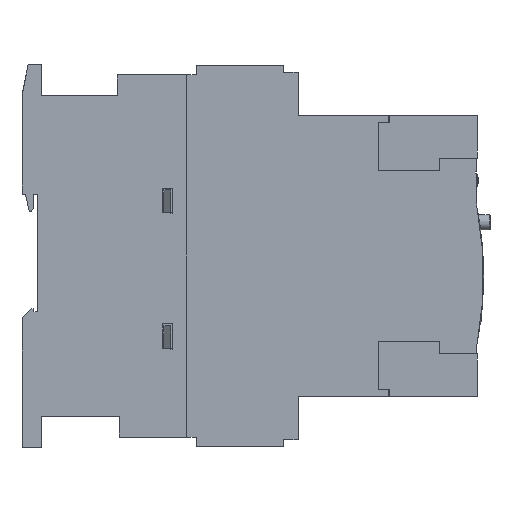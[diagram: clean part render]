
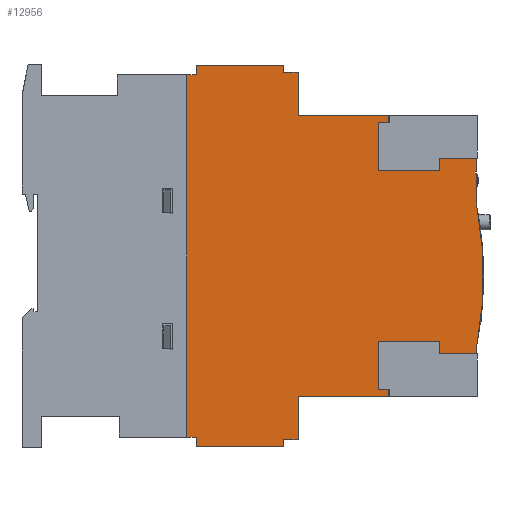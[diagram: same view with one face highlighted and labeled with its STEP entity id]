
A CAD part, left-side view. The second image highlights one B-rep face of the part: STEP entity #12956.
In plain terms, the highlighted planar face has unit normal (-1, 0, 0).
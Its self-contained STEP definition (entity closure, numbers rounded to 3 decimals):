
#7276=EDGE_CURVE('',#8596,#14450,#21676,.T.);
#7630=EDGE_CURVE('',#21346,#11902,#22059,.T.);
#7648=VERTEX_POINT('',#22078);
#7700=EDGE_CURVE('',#19004,#7648,#22134,.T.);
#7720=VERTEX_POINT('',#22156);
#8108=EDGE_CURVE('',#11902,#10612,#22595,.T.);
#8394=EDGE_CURVE('',#10612,#10114,#22906,.T.);
#8596=VERTEX_POINT('',#23129);
#8666=EDGE_CURVE('',#17534,#20048,#23210,.T.);
#8838=EDGE_CURVE('',#19470,#18686,#23405,.T.);
#8862=EDGE_CURVE('',#12584,#10760,#23432,.T.);
#8886=EDGE_CURVE('',#20048,#18582,#23459,.T.);
#8994=EDGE_CURVE('',#14450,#9860,#23570,.T.);
#9046=VERTEX_POINT('',#23625);
#9248=EDGE_CURVE('',#10094,#19470,#23842,.T.);
#9456=VERTEX_POINT('',#24067);
#9480=VERTEX_POINT('',#24093);
#9568=EDGE_CURVE('',#13724,#17470,#24187,.T.);
#9732=VERTEX_POINT('',#24368);
#9764=EDGE_CURVE('',#11748,#12324,#24406,.T.);
#9860=VERTEX_POINT('',#24515);
#10094=VERTEX_POINT('',#24775);
#10114=VERTEX_POINT('',#24796);
#10612=VERTEX_POINT('',#25348);
#10760=VERTEX_POINT('',#25520);
#11066=EDGE_CURVE('',#19894,#14098,#25850,.T.);
#11718=EDGE_CURVE('',#18686,#7720,#26560,.T.);
#11748=VERTEX_POINT('',#26595);
#11836=EDGE_CURVE('',#13734,#11748,#26690,.T.);
#11902=VERTEX_POINT('',#26762);
#12324=VERTEX_POINT('',#27223);
#12506=EDGE_CURVE('',#17470,#17844,#27420,.T.);
#12584=VERTEX_POINT('',#27503);
#12942=EDGE_CURVE('',#9860,#19894,#27897,.T.);
#12956=ADVANCED_FACE('',(#27911),#27912,.F.);
#13276=EDGE_CURVE('',#14098,#13724,#28258,.T.);
#13724=VERTEX_POINT('',#28762);
#13734=VERTEX_POINT('',#28772);
#13808=EDGE_CURVE('',#18582,#9046,#28854,.T.);
#13962=VERTEX_POINT('',#29019);
#14098=VERTEX_POINT('',#29165);
#14450=VERTEX_POINT('',#29557);
#14834=EDGE_CURVE('',#12324,#9456,#29980,.T.);
#14838=EDGE_CURVE('',#10114,#13962,#29984,.T.);
#14846=VERTEX_POINT('',#29993);
#15944=EDGE_CURVE('',#9456,#12584,#31190,.T.);
#16582=VERTEX_POINT('',#31892);
#17470=VERTEX_POINT('',#32876);
#17488=EDGE_CURVE('',#16582,#19004,#32895,.T.);
#17534=VERTEX_POINT('',#32943);
#17798=EDGE_CURVE('',#7720,#17534,#33238,.T.);
#17844=VERTEX_POINT('',#33287);
#17894=EDGE_CURVE('',#9732,#10094,#33339,.T.);
#17914=EDGE_CURVE('',#7648,#21346,#33362,.T.);
#18296=EDGE_CURVE('',#17844,#16582,#33778,.T.);
#18582=VERTEX_POINT('',#34090);
#18686=VERTEX_POINT('',#34214);
#18692=EDGE_CURVE('',#14846,#13734,#34220,.T.);
#18926=EDGE_CURVE('',#9046,#8596,#34480,.T.);
#19004=VERTEX_POINT('',#34564);
#19066=EDGE_CURVE('',#13962,#19134,#34629,.T.);
#19134=VERTEX_POINT('',#34703);
#19470=VERTEX_POINT('',#35076);
#19646=EDGE_CURVE('',#14846,#9480,#35275,.T.);
#19894=VERTEX_POINT('',#35551);
#19954=EDGE_CURVE('',#10760,#9732,#35617,.T.);
#20048=VERTEX_POINT('',#35719);
#21346=VERTEX_POINT('',#37120);
#21516=EDGE_CURVE('',#19134,#9480,#37309,.T.);
#21676=LINE('',#37484,#37485);
#22059=LINE('',#38150,#38151);
#22078=CARTESIAN_POINT('',(-22.5,-119.95,-46.0));
#22134=LINE('',#38251,#38252);
#22156=CARTESIAN_POINT('',(-22.5,-119.95,46.0));
#22595=LINE('',#38992,#38993);
#22906=LINE('',#39435,#39436);
#23129=CARTESIAN_POINT('',(-22.5,-57.0,62.4));
#23210=LINE('',#39952,#39953);
#23405=LINE('',#40219,#40220);
#23432=LINE('',#40255,#40256);
#23459=LINE('',#40290,#40291);
#23570=LINE('',#40474,#40475);
#23625=CARTESIAN_POINT('',(-22.5,-85.5,62.4));
#23842=LINE('',#40860,#40861);
#24067=CARTESIAN_POINT('',(-22.5,-148.75,27.6));
#24093=CARTESIAN_POINT('',(-22.5,-148.75,-29.0));
#24187=LINE('',#41447,#41448);
#24368=CARTESIAN_POINT('',(-22.5,-136.45,28.0));
#24406=LINE('',#41747,#41748);
#24515=CARTESIAN_POINT('',(-22.5,-53.8,59.2));
#24775=CARTESIAN_POINT('',(-22.5,-116.45,28.0));
#24796=CARTESIAN_POINT('',(-22.5,-136.45,-28.0));
#25348=CARTESIAN_POINT('',(-22.5,-116.45,-28.0));
#25520=CARTESIAN_POINT('',(-22.5,-136.45,32.0));
#25850=LINE('',#43839,#43840);
#26560=LINE('',#44889,#44890);
#26595=CARTESIAN_POINT('',(-22.5,-148.15,27.1));
#26690=LINE('',#45073,#45074);
#26762=CARTESIAN_POINT('',(-22.5,-116.45,-43.55));
#27223=CARTESIAN_POINT('',(-22.5,-148.15,27.6));
#27420=LINE('',#46162,#46163);
#27503=CARTESIAN_POINT('',(-22.5,-148.75,32.0));
#27897=LINE('',#46866,#46867);
#27911=FACE_OUTER_BOUND('',#46912,.T.);
#27912=PLANE('',#46913);
#28258=LINE('',#47439,#47440);
#28762=CARTESIAN_POINT('',(-22.5,-57.0,-62.4));
#28772=CARTESIAN_POINT('',(-22.5,-148.75,27.1));
#28854=LINE('',#48267,#48268);
#29019=CARTESIAN_POINT('',(-22.5,-136.45,-32.0));
#29165=CARTESIAN_POINT('',(-22.5,-57.0,-59.2));
#29557=CARTESIAN_POINT('',(-22.5,-57.0,59.2));
#29980=LINE('',#49884,#49885);
#29984=LINE('',#49890,#49891);
#29993=CARTESIAN_POINT('',(-22.5,-148.75,16.0));
#31190=LINE('',#51800,#51801);
#31892=CARTESIAN_POINT('',(-22.5,-90.3,-60.0));
#32876=CARTESIAN_POINT('',(-22.5,-85.5,-62.4));
#32895=LINE('',#54375,#54376);
#32943=CARTESIAN_POINT('',(-22.5,-90.3,46.0));
#33238=LINE('',#54907,#54908);
#33287=CARTESIAN_POINT('',(-22.5,-85.5,-60.0));
#33339=LINE('',#55058,#55059);
#33362=LINE('',#55088,#55089);
#33778=LINE('',#55700,#55701);
#34090=CARTESIAN_POINT('',(-22.5,-85.5,60.0));
#34214=CARTESIAN_POINT('',(-22.5,-119.95,43.55));
#34220=LINE('',#56389,#56390);
#34480=LINE('',#56750,#56751);
#34564=CARTESIAN_POINT('',(-22.5,-90.3,-46.0));
#34629=LINE('',#56959,#56960);
#34703=CARTESIAN_POINT('',(-22.5,-148.75,-32.0));
#35076=CARTESIAN_POINT('',(-22.5,-116.45,43.55));
#35275=CIRCLE('',#57983,119.966);
#35551=CARTESIAN_POINT('',(-22.5,-53.8,-59.2));
#35617=LINE('',#58510,#58511);
#35719=CARTESIAN_POINT('',(-22.5,-90.3,60.0));
#37120=CARTESIAN_POINT('',(-22.5,-119.95,-43.55));
#37309=LINE('',#61020,#61021);
#37484=CARTESIAN_POINT('',(-22.5,-57.0,62.4));
#37485=VECTOR('',#61207,1.0);
#38150=CARTESIAN_POINT('',(-22.5,-119.95,-43.55));
#38151=VECTOR('',#61628,1.0);
#38251=CARTESIAN_POINT('',(-22.5,-90.3,-46.0));
#38252=VECTOR('',#61701,1.0);
#38992=CARTESIAN_POINT('',(-22.5,-116.45,-43.55));
#38993=VECTOR('',#62251,1.0);
#39435=CARTESIAN_POINT('',(-22.5,-116.45,-28.0));
#39436=VECTOR('',#62550,1.0);
#39952=CARTESIAN_POINT('',(-22.5,-90.3,46.0));
#39953=VECTOR('',#62924,1.0);
#40219=CARTESIAN_POINT('',(-22.5,-116.45,43.55));
#40220=VECTOR('',#63186,1.0);
#40255=CARTESIAN_POINT('',(-22.5,-148.75,32.0));
#40256=VECTOR('',#63213,1.0);
#40290=CARTESIAN_POINT('',(-22.5,-90.3,60.0));
#40291=VECTOR('',#63241,1.0);
#40474=CARTESIAN_POINT('',(-22.5,-57.0,59.2));
#40475=VECTOR('',#63314,1.0);
#40860=CARTESIAN_POINT('',(-22.5,-116.45,28.0));
#40861=VECTOR('',#63551,1.0);
#41447=CARTESIAN_POINT('',(-22.5,-57.0,-62.4));
#41448=VECTOR('',#63878,1.0);
#41747=CARTESIAN_POINT('',(-22.5,-148.15,27.1));
#41748=VECTOR('',#64138,1.0);
#43839=CARTESIAN_POINT('',(-22.5,-53.8,-59.2));
#43840=VECTOR('',#65803,1.0);
#44889=CARTESIAN_POINT('',(-22.5,-119.95,43.55));
#44890=VECTOR('',#66493,1.0);
#45073=CARTESIAN_POINT('',(-22.5,-148.75,27.1));
#45074=VECTOR('',#66632,1.0);
#46162=CARTESIAN_POINT('',(-22.5,-85.5,-62.4));
#46163=VECTOR('',#67363,1.0);
#46866=CARTESIAN_POINT('',(-22.5,-53.8,59.2));
#46867=VECTOR('',#67862,1.0);
#46912=EDGE_LOOP('',(#67870,#67871,#67872,#67873,#67874,#67875,#67876,#67877,#67878,#67879,#67880,#67881,#67882,#67883,#67884,#67885,#67886,#67887,#67888,#67889,#67890,#67891,#67892,#67893,#67894,#67895,#67896,#67897,#67898,#67899,#67900,#67901,#67902,#67903));
#46913=AXIS2_PLACEMENT_3D('',#67904,#67905,#67906);
#47439=CARTESIAN_POINT('',(-22.5,-57.0,-59.2));
#47440=VECTOR('',#68236,1.0);
#48267=CARTESIAN_POINT('',(-22.5,-85.5,60.0));
#48268=VECTOR('',#68942,1.0);
#49884=CARTESIAN_POINT('',(-22.5,-148.15,27.6));
#49885=VECTOR('',#70161,1.0);
#49890=CARTESIAN_POINT('',(-22.5,-136.45,-28.0));
#49891=VECTOR('',#70162,1.0);
#51800=CARTESIAN_POINT('',(-22.5,-148.75,27.6));
#51801=VECTOR('',#71426,1.0);
#54375=CARTESIAN_POINT('',(-22.5,-90.3,-60.0));
#54376=VECTOR('',#73326,1.0);
#54907=CARTESIAN_POINT('',(-22.5,-119.95,46.0));
#54908=VECTOR('',#73768,1.0);
#55058=CARTESIAN_POINT('',(-22.5,-136.45,28.0));
#55059=VECTOR('',#73835,1.0);
#55088=CARTESIAN_POINT('',(-22.5,-119.95,-46.0));
#55089=VECTOR('',#73865,1.0);
#55700=CARTESIAN_POINT('',(-22.5,-85.5,-60.0));
#55701=VECTOR('',#74288,1.0);
#56389=CARTESIAN_POINT('',(-22.5,-148.75,16.0));
#56390=VECTOR('',#74786,1.0);
#56750=CARTESIAN_POINT('',(-22.5,-85.5,62.4));
#56751=VECTOR('',#75075,1.0);
#56959=CARTESIAN_POINT('',(-22.5,-136.45,-32.0));
#56960=VECTOR('',#75196,1.0);
#57983=AXIS2_PLACEMENT_3D('',#76006,#76007,#76008);
#58510=CARTESIAN_POINT('',(-22.5,-136.45,32.0));
#58511=VECTOR('',#76406,1.0);
#61020=CARTESIAN_POINT('',(-22.5,-148.75,-32.0));
#61021=VECTOR('',#78131,1.0);
#61207=DIRECTION('',(0.0,0.0,-1.0));
#61628=DIRECTION('',(0.0,1.0,0.0));
#61701=DIRECTION('',(0.0,-1.0,0.0));
#62251=DIRECTION('',(0.0,0.0,1.0));
#62550=DIRECTION('',(0.0,-1.0,0.0));
#62924=DIRECTION('',(0.0,0.0,1.0));
#63186=DIRECTION('',(0.0,-1.0,0.0));
#63213=DIRECTION('',(0.0,1.0,0.0));
#63241=DIRECTION('',(0.0,1.0,0.0));
#63314=DIRECTION('',(0.0,1.0,0.0));
#63551=DIRECTION('',(0.0,0.0,1.0));
#63878=DIRECTION('',(0.0,-1.0,0.0));
#64138=DIRECTION('',(0.0,0.0,1.0));
#65803=DIRECTION('',(0.0,-1.0,0.0));
#66493=DIRECTION('',(0.0,0.0,1.0));
#66632=DIRECTION('',(0.0,1.0,0.0));
#67363=DIRECTION('',(0.0,0.0,1.0));
#67862=DIRECTION('',(0.0,0.0,-1.0));
#67870=ORIENTED_EDGE('',*,*,#8666,.T.);
#67871=ORIENTED_EDGE('',*,*,#8886,.T.);
#67872=ORIENTED_EDGE('',*,*,#13808,.T.);
#67873=ORIENTED_EDGE('',*,*,#18926,.T.);
#67874=ORIENTED_EDGE('',*,*,#7276,.T.);
#67875=ORIENTED_EDGE('',*,*,#8994,.T.);
#67876=ORIENTED_EDGE('',*,*,#12942,.T.);
#67877=ORIENTED_EDGE('',*,*,#11066,.T.);
#67878=ORIENTED_EDGE('',*,*,#13276,.T.);
#67879=ORIENTED_EDGE('',*,*,#9568,.T.);
#67880=ORIENTED_EDGE('',*,*,#12506,.T.);
#67881=ORIENTED_EDGE('',*,*,#18296,.T.);
#67882=ORIENTED_EDGE('',*,*,#17488,.T.);
#67883=ORIENTED_EDGE('',*,*,#7700,.T.);
#67884=ORIENTED_EDGE('',*,*,#17914,.T.);
#67885=ORIENTED_EDGE('',*,*,#7630,.T.);
#67886=ORIENTED_EDGE('',*,*,#8108,.T.);
#67887=ORIENTED_EDGE('',*,*,#8394,.T.);
#67888=ORIENTED_EDGE('',*,*,#14838,.T.);
#67889=ORIENTED_EDGE('',*,*,#19066,.T.);
#67890=ORIENTED_EDGE('',*,*,#21516,.T.);
#67891=ORIENTED_EDGE('',*,*,#19646,.F.);
#67892=ORIENTED_EDGE('',*,*,#18692,.T.);
#67893=ORIENTED_EDGE('',*,*,#11836,.T.);
#67894=ORIENTED_EDGE('',*,*,#9764,.T.);
#67895=ORIENTED_EDGE('',*,*,#14834,.T.);
#67896=ORIENTED_EDGE('',*,*,#15944,.T.);
#67897=ORIENTED_EDGE('',*,*,#8862,.T.);
#67898=ORIENTED_EDGE('',*,*,#19954,.T.);
#67899=ORIENTED_EDGE('',*,*,#17894,.T.);
#67900=ORIENTED_EDGE('',*,*,#9248,.T.);
#67901=ORIENTED_EDGE('',*,*,#8838,.T.);
#67902=ORIENTED_EDGE('',*,*,#11718,.T.);
#67903=ORIENTED_EDGE('',*,*,#17798,.T.);
#67904=CARTESIAN_POINT('',(-22.5,-96.943,0.066));
#67905=DIRECTION('',(1.0,0.0,0.0));
#67906=DIRECTION('',(0.0,0.0,1.0));
#68236=DIRECTION('',(0.0,0.0,-1.0));
#68942=DIRECTION('',(0.0,0.0,1.0));
#70161=DIRECTION('',(0.0,-1.0,0.0));
#70162=DIRECTION('',(0.0,0.0,-1.0));
#71426=DIRECTION('',(0.0,0.0,1.0));
#73326=DIRECTION('',(0.0,0.0,1.0));
#73768=DIRECTION('',(0.0,1.0,0.0));
#73835=DIRECTION('',(0.0,1.0,0.0));
#73865=DIRECTION('',(0.0,0.0,1.0));
#74288=DIRECTION('',(0.0,-1.0,0.0));
#74786=DIRECTION('',(0.0,0.0,1.0));
#75075=DIRECTION('',(0.0,1.0,0.0));
#75196=DIRECTION('',(0.0,-1.0,0.0));
#76006=CARTESIAN_POINT('',(-22.5,-30.913,-6.5));
#76007=DIRECTION('',(1.0,0.0,0.0));
#76008=DIRECTION('',(0.0,-0.982,0.188));
#76406=DIRECTION('',(0.0,0.0,-1.0));
#78131=DIRECTION('',(0.0,0.0,1.0));
